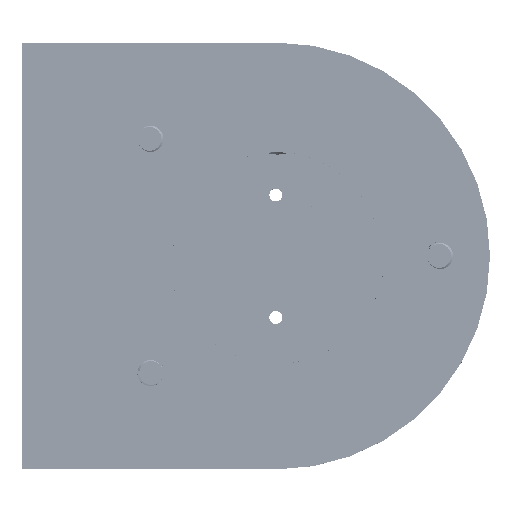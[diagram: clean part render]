
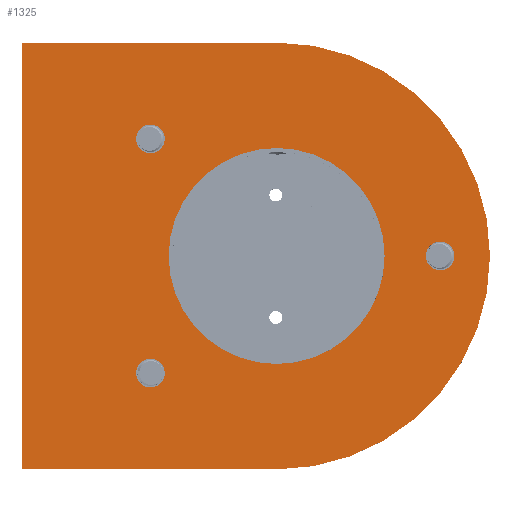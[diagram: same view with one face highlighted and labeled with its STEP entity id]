
A CAD part, top view. The second image highlights one B-rep face of the part: STEP entity #1325.
In plain terms, the highlighted planar face has unit normal (0, 0, 1).
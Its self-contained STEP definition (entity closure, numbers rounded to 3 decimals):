
#1325=ADVANCED_FACE('',(#1952,#1953,#1954,#1955,#1956),#1455,.F.);
#1455=PLANE('',#4178);
#1614=LINE('',#15569,#1791);
#1617=LINE('',#15575,#1794);
#1620=LINE('',#15590,#1797);
#1791=VECTOR('',#4874,1.);
#1794=VECTOR('',#4879,1.);
#1797=VECTOR('',#4896,1.);
#1952=FACE_BOUND('',#2206,.T.);
#1953=FACE_BOUND('',#2207,.T.);
#1954=FACE_BOUND('',#2208,.T.);
#1955=FACE_BOUND('',#2209,.T.);
#1956=FACE_BOUND('',#2210,.T.);
#2206=EDGE_LOOP('',(#2840,#2841,#2842,#2843));
#2207=EDGE_LOOP('',(#2844));
#2208=EDGE_LOOP('',(#2845));
#2209=EDGE_LOOP('',(#2846));
#2210=EDGE_LOOP('',(#2847));
#2840=ORIENTED_EDGE('',*,*,#3651,.F.);
#2841=ORIENTED_EDGE('',*,*,#3644,.F.);
#2842=ORIENTED_EDGE('',*,*,#3641,.F.);
#2843=ORIENTED_EDGE('',*,*,#3638,.F.);
#2844=ORIENTED_EDGE('',*,*,#3648,.F.);
#2845=ORIENTED_EDGE('',*,*,#3654,.F.);
#2846=ORIENTED_EDGE('',*,*,#3646,.F.);
#2847=ORIENTED_EDGE('',*,*,#3652,.F.);
#3279=VERTEX_POINT('',#15562);
#3280=VERTEX_POINT('',#15564);
#3282=VERTEX_POINT('',#15570);
#3284=VERTEX_POINT('',#15576);
#3285=VERTEX_POINT('',#15580);
#3287=VERTEX_POINT('',#15585);
#3289=VERTEX_POINT('',#15593);
#3291=VERTEX_POINT('',#15598);
#3638=EDGE_CURVE('',#3279,#3280,#3888,.T.);
#3641=EDGE_CURVE('',#3280,#3282,#1614,.T.);
#3644=EDGE_CURVE('',#3282,#3284,#1617,.T.);
#3646=EDGE_CURVE('',#3285,#3285,#3889,.T.);
#3648=EDGE_CURVE('',#3287,#3287,#3891,.T.);
#3651=EDGE_CURVE('',#3284,#3279,#1620,.T.);
#3652=EDGE_CURVE('',#3289,#3289,#3893,.T.);
#3654=EDGE_CURVE('',#3291,#3291,#3895,.T.);
#3888=CIRCLE('',#4163,82.);
#3889=CIRCLE('',#4167,5.5);
#3891=CIRCLE('',#4170,5.5);
#3893=CIRCLE('',#4174,5.5);
#3895=CIRCLE('',#4177,41.5);
#4163=AXIS2_PLACEMENT_3D('',#15563,#4868,#4869);
#4167=AXIS2_PLACEMENT_3D('',#15579,#4883,#4884);
#4170=AXIS2_PLACEMENT_3D('',#15584,#4889,#4890);
#4174=AXIS2_PLACEMENT_3D('',#15592,#4899,#4900);
#4177=AXIS2_PLACEMENT_3D('',#15597,#4905,#4906);
#4178=AXIS2_PLACEMENT_3D('',#15599,#4907,#4908);
#4868=DIRECTION('',(0.,0.,-1.));
#4869=DIRECTION('',(1.,0.,0.));
#4874=DIRECTION('',(-1.,0.,0.));
#4879=DIRECTION('',(0.,1.,0.));
#4883=DIRECTION('',(0.,0.,1.));
#4884=DIRECTION('',(1.,0.,0.));
#4889=DIRECTION('',(0.,0.,1.));
#4890=DIRECTION('',(1.,0.,0.));
#4896=DIRECTION('',(1.,0.,0.));
#4899=DIRECTION('',(0.,0.,1.));
#4900=DIRECTION('',(1.,0.,0.));
#4905=DIRECTION('',(0.,0.,1.));
#4906=DIRECTION('',(1.,0.,0.));
#4907=DIRECTION('',(0.,0.,-1.));
#4908=DIRECTION('',(-1.,0.,0.));
#15562=CARTESIAN_POINT('',(48.5,127.5,4.));
#15563=CARTESIAN_POINT('',(48.5,45.5,4.));
#15564=CARTESIAN_POINT('',(48.5,-36.5,4.));
#15569=CARTESIAN_POINT('',(48.5,-36.5,4.));
#15570=CARTESIAN_POINT('',(-49.351,-36.5,4.));
#15575=CARTESIAN_POINT('',(-49.351,-36.5,4.));
#15576=CARTESIAN_POINT('',(-49.351,127.5,4.));
#15579=CARTESIAN_POINT('',(0.,90.5,4.));
#15580=CARTESIAN_POINT('',(5.5,90.5,4.));
#15584=CARTESIAN_POINT('',(111.351,45.5,4.));
#15585=CARTESIAN_POINT('',(116.851,45.5,4.));
#15590=CARTESIAN_POINT('',(-29.351,127.5,4.));
#15592=CARTESIAN_POINT('',(0.,0.5,4.));
#15593=CARTESIAN_POINT('',(5.5,0.5,4.));
#15597=CARTESIAN_POINT('',(48.5,45.5,4.));
#15598=CARTESIAN_POINT('',(90.,45.5,4.));
#15599=CARTESIAN_POINT('',(48.5,45.5,4.));
